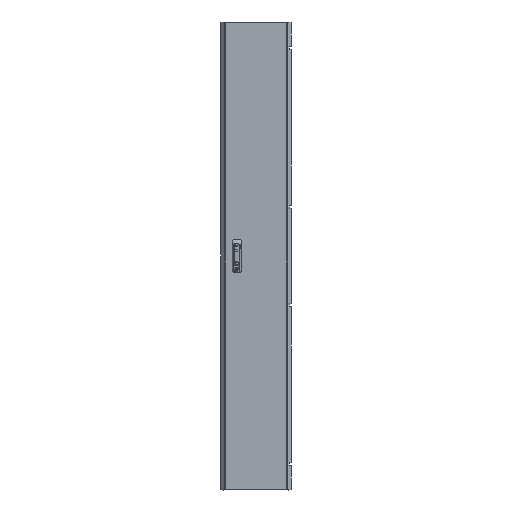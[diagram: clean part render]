
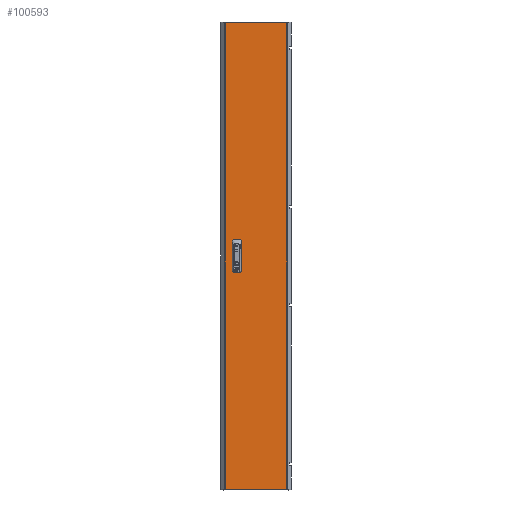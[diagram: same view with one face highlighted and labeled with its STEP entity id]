
A CAD part, top view. The second image highlights one B-rep face of the part: STEP entity #100593.
In plain terms, the highlighted planar face has unit normal (0, 0, 1).
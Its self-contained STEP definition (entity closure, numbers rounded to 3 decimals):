
#2159 = CARTESIAN_POINT ( 'NONE',  ( -92.5, 12.5, 0. ) ) ;
#2455 = VERTEX_POINT ( 'NONE', #120870 ) ;
#2542 = CARTESIAN_POINT ( 'NONE',  ( -92.5, -62.5, 0. ) ) ;
#4594 = EDGE_LOOP ( 'NONE', ( #95844, #98034, #63961, #136672 ) ) ;
#5688 = CARTESIAN_POINT ( 'NONE',  ( -127.875, 969.5, 0. ) ) ;
#6828 = VECTOR ( 'NONE', #67160, 1000. ) ;
#8252 = DIRECTION ( 'NONE',  ( 0., 1., 0. ) ) ;
#9844 = CARTESIAN_POINT ( 'NONE',  ( -92.5, -12.5, 0. ) ) ;
#10745 = VERTEX_POINT ( 'NONE', #102846 ) ;
#13419 = CARTESIAN_POINT ( 'NONE',  ( -92.5, 62.5, 0. ) ) ;
#15645 = CARTESIAN_POINT ( 'NONE',  ( 127.875, -969.5, 0. ) ) ;
#17996 = DIRECTION ( 'NONE',  ( 0., 0., -1. ) ) ;
#20982 = EDGE_CURVE ( 'NONE', #10745, #101377, #99697, .T. ) ;
#21810 = EDGE_CURVE ( 'NONE', #94334, #25754, #113198, .T. ) ;
#22286 = EDGE_CURVE ( 'NONE', #110863, #10745, #57652, .T. ) ;
#22584 = LINE ( 'NONE', #54909, #122077 ) ;
#24992 = LINE ( 'NONE', #2542, #6828 ) ;
#25754 = VERTEX_POINT ( 'NONE', #38989 ) ;
#26673 = VECTOR ( 'NONE', #105048, 1000. ) ;
#27411 = ORIENTED_EDGE ( 'NONE', *, *, #63047, .F. ) ;
#29937 = LINE ( 'NONE', #53103, #26673 ) ;
#30559 = CARTESIAN_POINT ( 'NONE',  ( -67.5, -12.5, 0. ) ) ;
#31970 = VERTEX_POINT ( 'NONE', #118962 ) ;
#33279 = CARTESIAN_POINT ( 'NONE',  ( -67.5, 12.5, 0. ) ) ;
#33905 = CARTESIAN_POINT ( 'NONE',  ( -67.5, -62.5, 0. ) ) ;
#34097 = CARTESIAN_POINT ( 'NONE',  ( -127.875, 969.5, 0. ) ) ;
#35683 = ORIENTED_EDGE ( 'NONE', *, *, #50340, .F. ) ;
#35883 = DIRECTION ( 'NONE',  ( -1., 0., 0. ) ) ;
#37281 = DIRECTION ( 'NONE',  ( 1., 0., 0. ) ) ;
#38989 = CARTESIAN_POINT ( 'NONE',  ( -92.5, -62.5, 0. ) ) ;
#41838 = FACE_BOUND ( 'NONE', #48231, .T. ) ;
#42556 = EDGE_CURVE ( 'NONE', #92319, #110863, #126870, .T. ) ;
#43672 = VERTEX_POINT ( 'NONE', #104080 ) ;
#44211 = AXIS2_PLACEMENT_3D ( 'NONE', #53080, #17996, #60841 ) ;
#44419 = VERTEX_POINT ( 'NONE', #30559 ) ;
#46374 = CARTESIAN_POINT ( 'NONE',  ( -67.5, 62.5, 0. ) ) ;
#47251 = LINE ( 'NONE', #15645, #50476 ) ;
#47464 = VERTEX_POINT ( 'NONE', #33905 ) ;
#47964 = DIRECTION ( 'NONE',  ( 0., -1., 0. ) ) ;
#48231 = EDGE_LOOP ( 'NONE', ( #35683, #68006, #62086, #63464 ) ) ;
#48439 = EDGE_CURVE ( 'NONE', #2455, #73368, #56558, .T. ) ;
#50340 = EDGE_CURVE ( 'NONE', #44419, #94334, #51615, .T. ) ;
#50476 = VECTOR ( 'NONE', #132832, 1000. ) ;
#51615 = LINE ( 'NONE', #71294, #104255 ) ;
#53080 = CARTESIAN_POINT ( 'NONE',  ( 0., 0., 0. ) ) ;
#53103 = CARTESIAN_POINT ( 'NONE',  ( -127.875, -969.5, 0. ) ) ;
#54909 = CARTESIAN_POINT ( 'NONE',  ( -67.5, -62.5, 0. ) ) ;
#55882 = ORIENTED_EDGE ( 'NONE', *, *, #22286, .F. ) ;
#56558 = LINE ( 'NONE', #34097, #77015 ) ;
#57140 = EDGE_CURVE ( 'NONE', #73368, #43672, #123681, .T. ) ;
#57652 = LINE ( 'NONE', #13419, #124297 ) ;
#60841 = DIRECTION ( 'NONE',  ( -1., 0., 0. ) ) ;
#62086 = ORIENTED_EDGE ( 'NONE', *, *, #126821, .F. ) ;
#63047 = EDGE_CURVE ( 'NONE', #101377, #92319, #86475, .T. ) ;
#63464 = ORIENTED_EDGE ( 'NONE', *, *, #21810, .F. ) ;
#63961 = ORIENTED_EDGE ( 'NONE', *, *, #57140, .T. ) ;
#64939 = VECTOR ( 'NONE', #8252, 1000. ) ;
#65741 = VECTOR ( 'NONE', #37281, 1000. ) ;
#67160 = DIRECTION ( 'NONE',  ( 1., 0., 0. ) ) ;
#67271 = ORIENTED_EDGE ( 'NONE', *, *, #20982, .F. ) ;
#68006 = ORIENTED_EDGE ( 'NONE', *, *, #113864, .F. ) ;
#70069 = EDGE_LOOP ( 'NONE', ( #55882, #119553, #27411, #67271 ) ) ;
#70370 = CARTESIAN_POINT ( 'NONE',  ( -127.875, -969.5, 0. ) ) ;
#71294 = CARTESIAN_POINT ( 'NONE',  ( -92.5, -12.5, 0. ) ) ;
#71368 = FACE_BOUND ( 'NONE', #70069, .T. ) ;
#73368 = VERTEX_POINT ( 'NONE', #5688 ) ;
#76916 = DIRECTION ( 'NONE',  ( -1., 0., 0. ) ) ;
#77015 = VECTOR ( 'NONE', #76916, 1000. ) ;
#81629 = CARTESIAN_POINT ( 'NONE',  ( -92.5, -62.5, 0. ) ) ;
#84669 = PLANE ( 'NONE',  #44211 ) ;
#86475 = LINE ( 'NONE', #119414, #65741 ) ;
#87863 = DIRECTION ( 'NONE',  ( 0., 1., 0. ) ) ;
#92319 = VERTEX_POINT ( 'NONE', #33279 ) ;
#94334 = VERTEX_POINT ( 'NONE', #9844 ) ;
#94579 = CARTESIAN_POINT ( 'NONE',  ( -67.5, 12.5, 0. ) ) ;
#95844 = ORIENTED_EDGE ( 'NONE', *, *, #114426, .T. ) ;
#98034 = ORIENTED_EDGE ( 'NONE', *, *, #48439, .T. ) ;
#98311 = CARTESIAN_POINT ( 'NONE',  ( -92.5, 12.5, 0. ) ) ;
#99697 = LINE ( 'NONE', #2159, #133024 ) ;
#100593 = ADVANCED_FACE ( 'NONE', ( #71368, #41838, #124686 ), #84669, .F. ) ;
#101377 = VERTEX_POINT ( 'NONE', #98311 ) ;
#102846 = CARTESIAN_POINT ( 'NONE',  ( -92.5, 62.5, 0. ) ) ;
#102878 = DIRECTION ( 'NONE',  ( -1., 0., 0. ) ) ;
#104080 = CARTESIAN_POINT ( 'NONE',  ( -127.875, -969.5, 0. ) ) ;
#104255 = VECTOR ( 'NONE', #102878, 1000. ) ;
#104586 = EDGE_CURVE ( 'NONE', #43672, #31970, #29937, .T. ) ;
#104706 = DIRECTION ( 'NONE',  ( 0., -1., 0. ) ) ;
#105048 = DIRECTION ( 'NONE',  ( 1., 0., 0. ) ) ;
#110863 = VERTEX_POINT ( 'NONE', #46374 ) ;
#113198 = LINE ( 'NONE', #81629, #119695 ) ;
#113864 = EDGE_CURVE ( 'NONE', #47464, #44419, #22584, .T. ) ;
#114426 = EDGE_CURVE ( 'NONE', #31970, #2455, #47251, .T. ) ;
#118962 = CARTESIAN_POINT ( 'NONE',  ( 127.875, -969.5, 0. ) ) ;
#119414 = CARTESIAN_POINT ( 'NONE',  ( -92.5, 12.5, 0. ) ) ;
#119553 = ORIENTED_EDGE ( 'NONE', *, *, #42556, .F. ) ;
#119695 = VECTOR ( 'NONE', #47964, 1000. ) ;
#120760 = DIRECTION ( 'NONE',  ( 0., -1., 0. ) ) ;
#120870 = CARTESIAN_POINT ( 'NONE',  ( 127.875, 969.5, 0. ) ) ;
#122077 = VECTOR ( 'NONE', #87863, 1000. ) ;
#123681 = LINE ( 'NONE', #70370, #126503 ) ;
#124297 = VECTOR ( 'NONE', #35883, 1000. ) ;
#124686 = FACE_OUTER_BOUND ( 'NONE', #4594, .T. ) ;
#126503 = VECTOR ( 'NONE', #104706, 1000. ) ;
#126821 = EDGE_CURVE ( 'NONE', #25754, #47464, #24992, .T. ) ;
#126870 = LINE ( 'NONE', #94579, #64939 ) ;
#132832 = DIRECTION ( 'NONE',  ( 0., 1., 0. ) ) ;
#133024 = VECTOR ( 'NONE', #120760, 1000. ) ;
#136672 = ORIENTED_EDGE ( 'NONE', *, *, #104586, .T. ) ;
